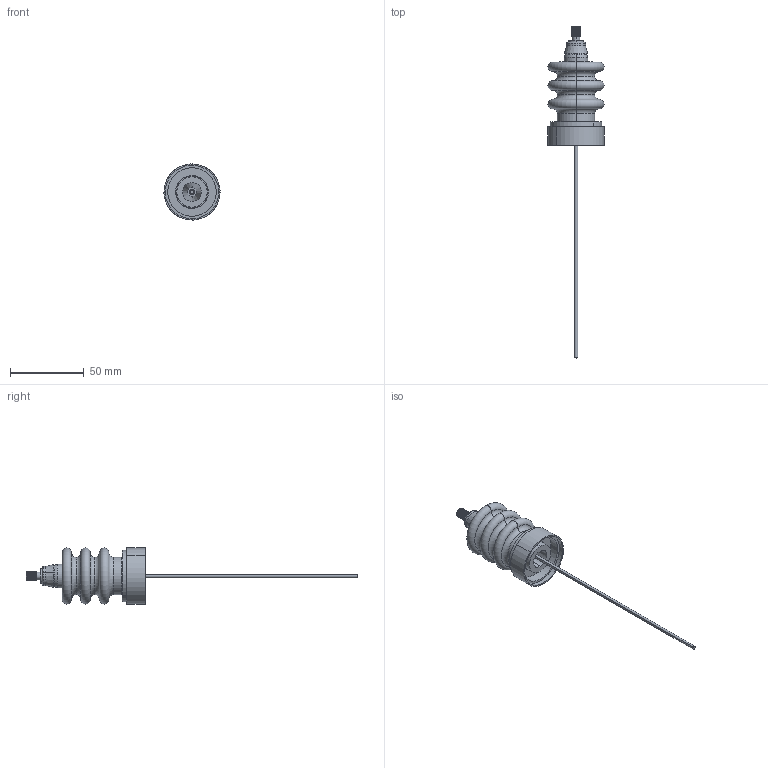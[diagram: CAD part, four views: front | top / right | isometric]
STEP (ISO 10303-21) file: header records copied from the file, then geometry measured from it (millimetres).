
FILE_DESCRIPTION (( 'STEP AP203' ), '1' );
FILE_NAME ('A0232-1-W.STEP', '2019-11-05T15:23:09', ( '' ), ( '' ), 'SwSTEP 2.0', 'SolidWorks 2019', '' );
FILE_SCHEMA (( 'CONFIG_CONTROL_DESIGN' ));
Length unit declared in the file: inch
Products named in the file (1): A0232-1-W
Bounding box: 38.1 x 225.43 x 38.1 mm (x, y, z)
Volume: 41620.5 mm3; surface area: 16517.9 mm2
Topology: 1 solids, 1 shells, 104 faces, 232 edges, 145 vertices
Faces by surface type: cylinder 44, cone 22, torus 18, plane 17, bspline 3
Entity records: 5880 total; most frequent: CARTESIAN_POINT 3486, DIRECTION 519, ORIENTED_EDGE 464, EDGE_CURVE 232, AXIS2_PLACEMENT_3D 227, VERTEX_POINT 145, CIRCLE 125, EDGE_LOOP 119
